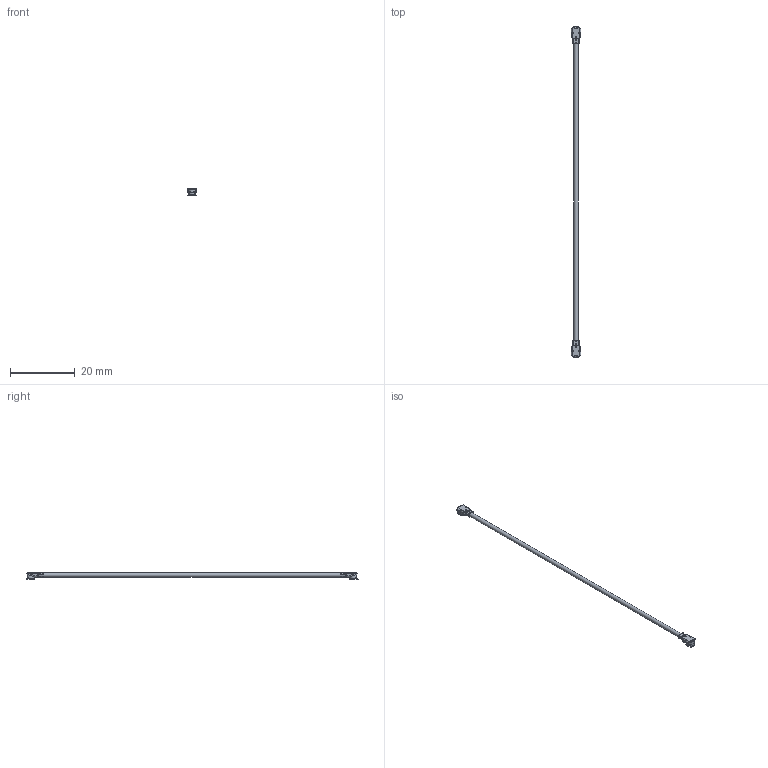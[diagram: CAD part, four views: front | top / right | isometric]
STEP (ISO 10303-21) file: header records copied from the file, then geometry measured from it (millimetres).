
FILE_DESCRIPTION(/* description */ ('Unknown'),/* implementation_level */ '2;1');
FILE_NAME(/* name */ '63620108xxxx',/* time_stamp */ '2020-08-14T13:46:25+02:00',/* author */ ('Unknown'),/* organization */ ('Unknown'),/* preprocessor_version */ 'ST-DEVELOPER v16.7',/* originating_system */ 'DEX',/* authorisation */ $);
FILE_SCHEMA (('AUTOMOTIVE_DESIGN {1 0 10303 214 3 1 1}'));
Products named in the file (13): 636201080100; 1.32 O.D. Micro-cable - Gray; 636198229999; Cover_bend; 636198229999_bend; 636198229999_Shell_embout; 636198229999_Shell_bend; 63619x229999_contact; 636198229999_mir; Cover_bend_mir; 636198229999_bend_mir; 636198229999_Shell_embout_mir; 636198229999_Shell_bend_mir
Assembly tree (13 placements, depth 4):
  636201080100
    1.32 O.D. Micro-cable - Gray
    636198229999
      Cover_bend
      636198229999_bend
        636198229999_Shell_embout
        636198229999_Shell_bend
      63619x229999_contact
    636198229999_mir
      Cover_bend_mir
      636198229999_bend_mir
        636198229999_Shell_embout_mir
        636198229999_Shell_bend_mir
      63619x229999_contact
Bounding box: 3 x 102.68 x 2.1 mm (x, y, z)
Volume: 149.9 mm3; surface area: 1733.2 mm2
Topology: 14 solids, 14 shells, 2311 faces, 5415 edges, 2980 vertices
Faces by surface type: cylinder 923, plane 558, torus 476, bspline 214, sphere 108, cone 32
Full cylindrical faces by diameter (mm): 0.2 x2, 0.24 x2, 0.7 x2, 0.92 x2, 1.32 x1
Entity records: 65992 total; most frequent: CARTESIAN_POINT 16006, DIRECTION 11036, ORIENTED_EDGE 10140, EDGE_CURVE 5070, AXIS2_PLACEMENT_3D 4478, VERTEX_POINT 2872, EDGE_LOOP 2284, FACE_BOUND 2284
